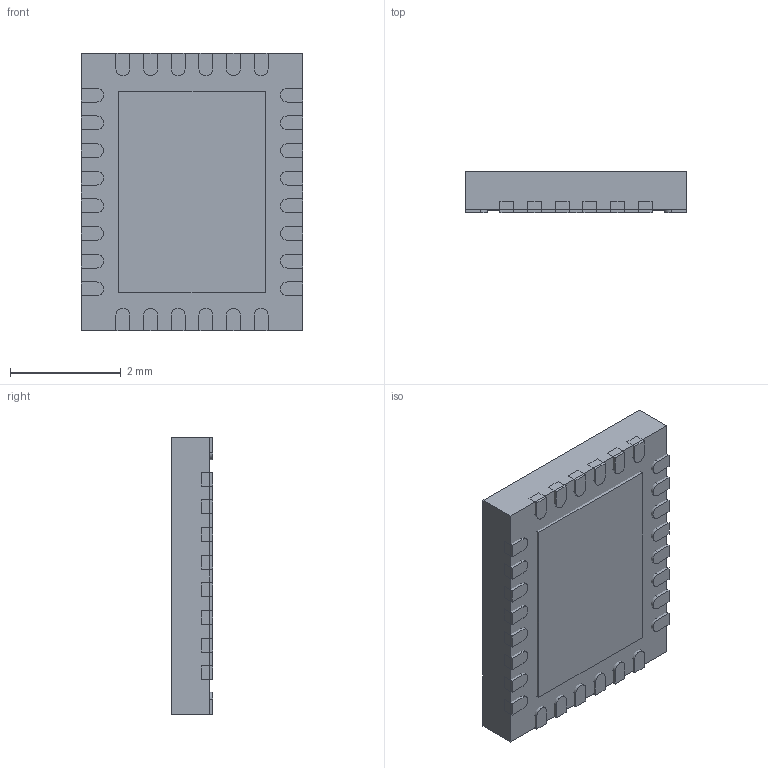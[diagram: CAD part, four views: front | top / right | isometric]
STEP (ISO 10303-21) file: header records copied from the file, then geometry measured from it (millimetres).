
FILE_DESCRIPTION (( 'STEP AP214' ), '1' );
FILE_NAME ('User Library-QFN 28.STEP', '2018-05-22T07:44:54', ( '' ), ( '' ), 'SwSTEP 2.0', 'SolidWorks 2018', '' );
FILE_SCHEMA (( 'AUTOMOTIVE_DESIGN' ));
Length unit declared in the file: millimetre
Products named in the file (1): User Library-QFN 28
Bounding box: 4.01 x 0.75 x 5.01 mm (x, y, z)
Surface area: 86.5 mm2
Topology: 30 solids, 30 shells, 262 faces, 579 edges, 386 vertices
Faces by surface type: plane 193, cylinder 34, bspline 33, cone 2
Entity records: 11464 total; most frequent: CARTESIAN_POINT 3381, ORIENTED_EDGE 1158, DIRECTION 1045, EDGE_CURVE 579, VECTOR 441, LINE 441, VERTEX_POINT 386, AXIS2_PLACEMENT_3D 302
